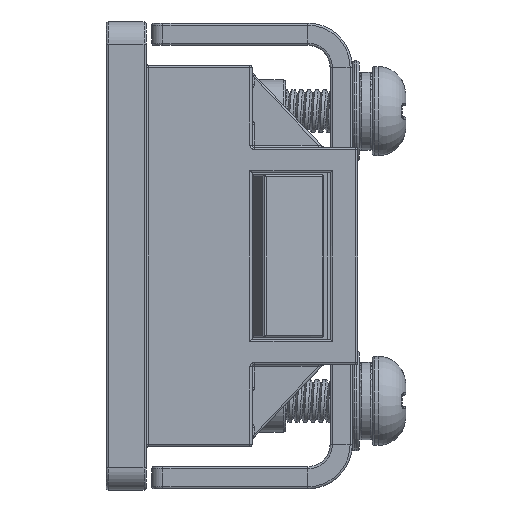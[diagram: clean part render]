
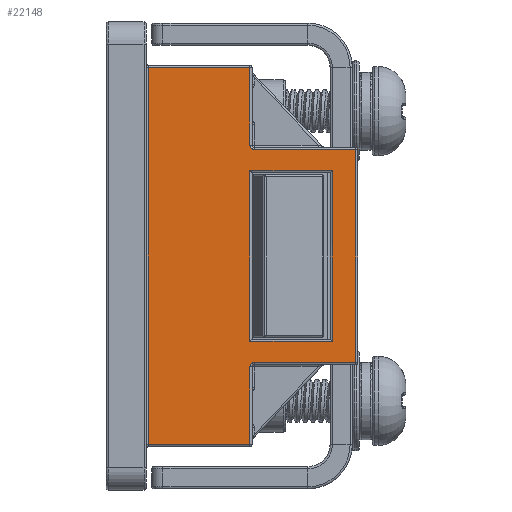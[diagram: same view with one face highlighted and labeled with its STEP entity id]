
A CAD part, left-side view. The second image highlights one B-rep face of the part: STEP entity #22148.
In plain terms, the highlighted planar face has unit normal (-1, 0, 0).
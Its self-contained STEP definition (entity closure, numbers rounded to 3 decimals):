
#11093 = DIRECTION ( 'NONE',  ( 0., 0., -1. ) ) ;
#12047 = CARTESIAN_POINT ( 'NONE',  ( -24.75, -16.7, -7.65 ) ) ;
#12089 = DIRECTION ( 'NONE',  ( 0., 0., 1. ) ) ;
#12090 = DIRECTION ( 'NONE',  ( 0., 1., 0. ) ) ;
#12091 = VECTOR ( 'NONE', #12090, 1000. ) ;
#12092 = AXIS2_PLACEMENT_3D ( 'NONE', #12096, #12095, #11093 ) ;
#12093 = FACE_OUTER_BOUND ( 'NONE', #22223, .T. ) ;
#12094 = VECTOR ( 'NONE', #12089, 1000. ) ;
#12095 = DIRECTION ( 'NONE',  ( 1., 0., 0. ) ) ;
#12096 = CARTESIAN_POINT ( 'NONE',  ( -24.75, -9.5, -17.1 ) ) ;
#12097 = CARTESIAN_POINT ( 'NONE',  ( -24.75, -9.3, -7.65 ) ) ;
#12098 = CARTESIAN_POINT ( 'NONE',  ( -24.75, -9.3, -17.1 ) ) ;
#12099 = LINE ( 'NONE', #12098, #12094 ) ;
#12100 = CARTESIAN_POINT ( 'NONE',  ( -24.75, -9.5, -7.65 ) ) ;
#12101 = LINE ( 'NONE', #12100, #12091 ) ;
#12102 = FACE_BOUND ( 'NONE', #22156, .T. ) ;
#12109 = CARTESIAN_POINT ( 'NONE',  ( -24.75, -18.8, -9.55 ) ) ;
#12110 = PLANE ( 'NONE',  #12092 ) ;
#12144 = CARTESIAN_POINT ( 'NONE',  ( -24.75, -9.3, 7.65 ) ) ;
#12178 = DIRECTION ( 'NONE',  ( 0., 1., 0. ) ) ;
#12179 = VECTOR ( 'NONE', #12178, 1000. ) ;
#12180 = CARTESIAN_POINT ( 'NONE',  ( -24.75, -9.3, 9.95 ) ) ;
#12184 = CARTESIAN_POINT ( 'NONE',  ( -24.75, -9.5, 7.65 ) ) ;
#12185 = LINE ( 'NONE', #12184, #12216 ) ;
#12186 = AXIS2_PLACEMENT_3D ( 'NONE', #12238, #12237, #12236 ) ;
#12189 = CIRCLE ( 'NONE', #12186, 0.4 ) ;
#12198 = CARTESIAN_POINT ( 'NONE',  ( -24.75, -9.5, 16.9 ) ) ;
#12199 = LINE ( 'NONE', #12198, #12179 ) ;
#12208 = CARTESIAN_POINT ( 'NONE',  ( -24.75, -0.2, -16.9 ) ) ;
#12209 = LINE ( 'NONE', #12273, #12272 ) ;
#12210 = AXIS2_PLACEMENT_3D ( 'NONE', #12255, #12254, #12253 ) ;
#12211 = DIRECTION ( 'NONE',  ( 0., 0., 1. ) ) ;
#12212 = VECTOR ( 'NONE', #12211, 1000. ) ;
#12213 = CARTESIAN_POINT ( 'NONE',  ( -24.75, -9.3, -17.1 ) ) ;
#12214 = LINE ( 'NONE', #12213, #12212 ) ;
#12215 = DIRECTION ( 'NONE',  ( 0., -1., 0. ) ) ;
#12216 = VECTOR ( 'NONE', #12215, 1000. ) ;
#12217 = CARTESIAN_POINT ( 'NONE',  ( -24.75, -9.3, -9.95 ) ) ;
#12218 = CARTESIAN_POINT ( 'NONE',  ( -24.75, -16.7, -17.1 ) ) ;
#12219 = LINE ( 'NONE', #12218, #12262 ) ;
#12220 = CARTESIAN_POINT ( 'NONE',  ( -24.75, -16.7, 7.65 ) ) ;
#12221 = DIRECTION ( 'NONE',  ( 0., -1., 0. ) ) ;
#12222 = VECTOR ( 'NONE', #12221, 1000. ) ;
#12223 = CARTESIAN_POINT ( 'NONE',  ( -24.75, -9.5, -16.9 ) ) ;
#12224 = CARTESIAN_POINT ( 'NONE',  ( -24.75, -9.7, -9.55 ) ) ;
#12225 = LINE ( 'NONE', #12223, #12222 ) ;
#12226 = DIRECTION ( 'NONE',  ( 0., 0., 1. ) ) ;
#12227 = VECTOR ( 'NONE', #12226, 1000. ) ;
#12229 = CARTESIAN_POINT ( 'NONE',  ( -24.75, -9.3, -17.1 ) ) ;
#12230 = LINE ( 'NONE', #12229, #12227 ) ;
#12231 = DIRECTION ( 'NONE',  ( 0., 0., -1. ) ) ;
#12232 = VECTOR ( 'NONE', #12231, 1000. ) ;
#12233 = CARTESIAN_POINT ( 'NONE',  ( -24.75, -0.2, -17.1 ) ) ;
#12234 = LINE ( 'NONE', #12233, #12232 ) ;
#12236 = DIRECTION ( 'NONE',  ( 0., 0., -1. ) ) ;
#12237 = DIRECTION ( 'NONE',  ( -1., 0., 0. ) ) ;
#12238 = CARTESIAN_POINT ( 'NONE',  ( -24.75, -9.7, 9.95 ) ) ;
#12239 = CARTESIAN_POINT ( 'NONE',  ( -24.75, -9.3, -16.9 ) ) ;
#12247 = VECTOR ( 'NONE', #12265, 1000. ) ;
#12248 = CARTESIAN_POINT ( 'NONE',  ( -24.75, -9.3, 16.9 ) ) ;
#12249 = DIRECTION ( 'NONE',  ( 0., -1., 0. ) ) ;
#12250 = VECTOR ( 'NONE', #12249, 1000. ) ;
#12251 = CARTESIAN_POINT ( 'NONE',  ( -24.75, -9.5, -9.55 ) ) ;
#12252 = LINE ( 'NONE', #12251, #12250 ) ;
#12253 = DIRECTION ( 'NONE',  ( 0., 0., -1. ) ) ;
#12254 = DIRECTION ( 'NONE',  ( -1., 0., 0. ) ) ;
#12255 = CARTESIAN_POINT ( 'NONE',  ( -24.75, -9.7, -9.95 ) ) ;
#12258 = CARTESIAN_POINT ( 'NONE',  ( -24.75, -0.2, 16.9 ) ) ;
#12260 = LINE ( 'NONE', #12266, #12247 ) ;
#12261 = DIRECTION ( 'NONE',  ( 0., 0., -1. ) ) ;
#12262 = VECTOR ( 'NONE', #12261, 1000. ) ;
#12265 = DIRECTION ( 'NONE',  ( 0., 0., 1. ) ) ;
#12266 = CARTESIAN_POINT ( 'NONE',  ( -24.75, -18.8, 9.75 ) ) ;
#12268 = CIRCLE ( 'NONE', #12210, 0.4 ) ;
#12269 = CARTESIAN_POINT ( 'NONE',  ( -24.75, -9.7, 9.55 ) ) ;
#12270 = CARTESIAN_POINT ( 'NONE',  ( -24.75, -18.8, 9.55 ) ) ;
#12271 = DIRECTION ( 'NONE',  ( 0., 1., 0. ) ) ;
#12272 = VECTOR ( 'NONE', #12271, 1000. ) ;
#12273 = CARTESIAN_POINT ( 'NONE',  ( -24.75, -9.5, 9.55 ) ) ;
#22106 = VERTEX_POINT ( 'NONE', #12047 ) ;
#22145 = VERTEX_POINT ( 'NONE', #12109 ) ;
#22146 = VERTEX_POINT ( 'NONE', #12097 ) ;
#22147 = EDGE_CURVE ( 'NONE', #22106, #22146, #12101, .T. ) ;
#22148 = ADVANCED_FACE ( 'NONE', ( #12102, #12093 ), #12110, .F. ) ;
#22149 = ORIENTED_EDGE ( 'NONE', *, *, #22151, .T. ) ;
#22150 = ORIENTED_EDGE ( 'NONE', *, *, #22147, .T. ) ;
#22151 = EDGE_CURVE ( 'NONE', #22146, #22162, #12099, .T. ) ;
#22152 = ORIENTED_EDGE ( 'NONE', *, *, #22215, .T. ) ;
#22156 = EDGE_LOOP ( 'NONE', ( #22150, #22149, #22152, #22222 ) ) ;
#22162 = VERTEX_POINT ( 'NONE', #12144 ) ;
#22192 = ORIENTED_EDGE ( 'NONE', *, *, #22208, .T. ) ;
#22195 = ORIENTED_EDGE ( 'NONE', *, *, #22211, .T. ) ;
#22199 = ORIENTED_EDGE ( 'NONE', *, *, #22216, .T. ) ;
#22203 = VERTEX_POINT ( 'NONE', #12208 ) ;
#22204 = EDGE_CURVE ( 'NONE', #22235, #22232, #12199, .T. ) ;
#22205 = ORIENTED_EDGE ( 'NONE', *, *, #22218, .T. ) ;
#22206 = EDGE_CURVE ( 'NONE', #22226, #22221, #12189, .T. ) ;
#22207 = VERTEX_POINT ( 'NONE', #12239 ) ;
#22208 = EDGE_CURVE ( 'NONE', #22232, #22203, #12234, .T. ) ;
#22209 = EDGE_CURVE ( 'NONE', #22226, #22235, #12230, .T. ) ;
#22211 = EDGE_CURVE ( 'NONE', #22203, #22207, #12225, .T. ) ;
#22212 = ORIENTED_EDGE ( 'NONE', *, *, #22209, .T. ) ;
#22215 = EDGE_CURVE ( 'NONE', #22162, #22219, #12185, .T. ) ;
#22216 = EDGE_CURVE ( 'NONE', #22207, #22220, #12214, .T. ) ;
#22217 = VERTEX_POINT ( 'NONE', #12224 ) ;
#22218 = EDGE_CURVE ( 'NONE', #22224, #22221, #12209, .T. ) ;
#22219 = VERTEX_POINT ( 'NONE', #12220 ) ;
#22220 = VERTEX_POINT ( 'NONE', #12217 ) ;
#22221 = VERTEX_POINT ( 'NONE', #12269 ) ;
#22222 = ORIENTED_EDGE ( 'NONE', *, *, #22225, .T. ) ;
#22223 = EDGE_LOOP ( 'NONE', ( #22229, #22228, #22233, #22205, #22231, #22212, #22281, #22192, #22195, #22199 ) ) ;
#22224 = VERTEX_POINT ( 'NONE', #12270 ) ;
#22225 = EDGE_CURVE ( 'NONE', #22219, #22106, #12219, .T. ) ;
#22226 = VERTEX_POINT ( 'NONE', #12180 ) ;
#22227 = EDGE_CURVE ( 'NONE', #22217, #22220, #12268, .T. ) ;
#22228 = ORIENTED_EDGE ( 'NONE', *, *, #22230, .T. ) ;
#22229 = ORIENTED_EDGE ( 'NONE', *, *, #22227, .F. ) ;
#22230 = EDGE_CURVE ( 'NONE', #22217, #22145, #12252, .T. ) ;
#22231 = ORIENTED_EDGE ( 'NONE', *, *, #22206, .F. ) ;
#22232 = VERTEX_POINT ( 'NONE', #12258 ) ;
#22233 = ORIENTED_EDGE ( 'NONE', *, *, #22234, .T. ) ;
#22234 = EDGE_CURVE ( 'NONE', #22145, #22224, #12260, .T. ) ;
#22235 = VERTEX_POINT ( 'NONE', #12248 ) ;
#22281 = ORIENTED_EDGE ( 'NONE', *, *, #22204, .T. ) ;
